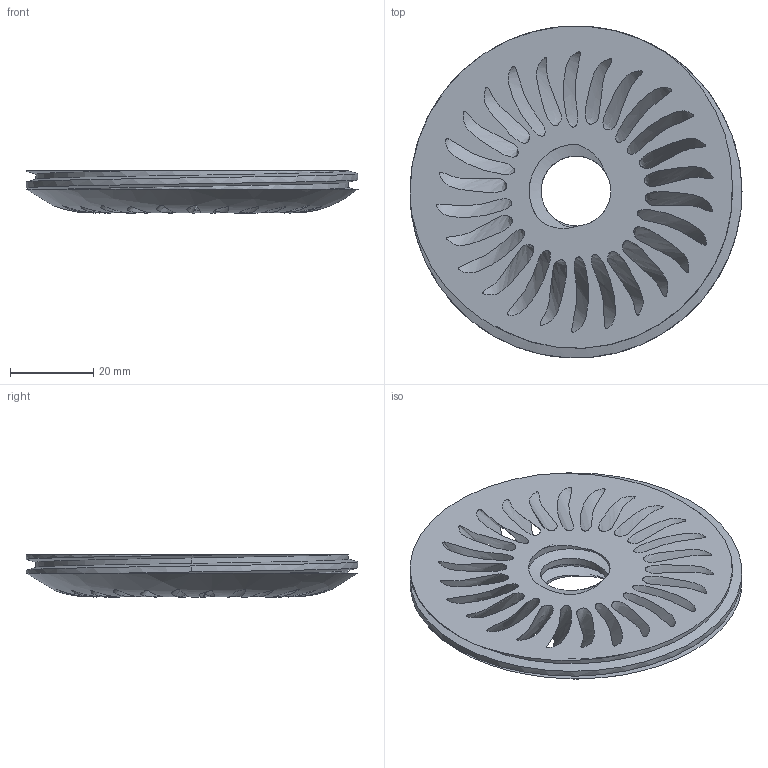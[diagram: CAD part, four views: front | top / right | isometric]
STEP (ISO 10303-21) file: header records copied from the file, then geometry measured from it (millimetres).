
FILE_DESCRIPTION(/* description */ (''),/* implementation_level */ '2;1');
FILE_NAME(/* name */ 'Gills - Textured.step',/* time_stamp */ '2022-03-18T21:14:36+00:00',/* author */ (''),/* organization */ (''),/* preprocessor_version */ 'ST-DEVELOPER v18.1',/* originating_system */ 'Autodesk Translation Framework v10.13.0.1454',/* authorisation */ '');
FILE_SCHEMA (('AUTOMOTIVE_DESIGN { 1 0 10303 214 3 1 1 }'));
Length unit declared in the file: millimetre
Products named in the file (1): Gills - Textured (26)
Bounding box: 79.85 x 79.85 x 10.11 mm (x, y, z)
Volume: 26507 mm3; surface area: 21090.9 mm2
Topology: 1 solids, 1 shells, 61 faces, 177 edges, 117 vertices
Faces by surface type: bspline 44, cylinder 11, plane 6
Full cylindrical faces by diameter (mm): 16.76 x1, 22.487 x1, 79.85 x1
Entity records: 17171 total; most frequent: CARTESIAN_POINT 15802, ORIENTED_EDGE 354, EDGE_CURVE 177, B_SPLINE_CURVE_WITH_KNOTS 125, VERTEX_POINT 117, EDGE_LOOP 114, DIRECTION 99, FACE_OUTER_BOUND 61
